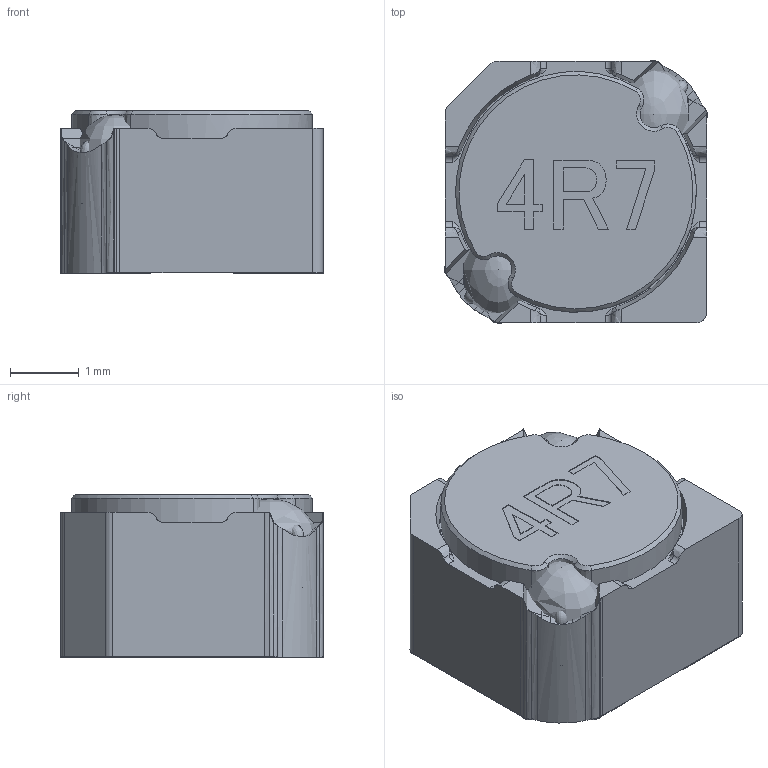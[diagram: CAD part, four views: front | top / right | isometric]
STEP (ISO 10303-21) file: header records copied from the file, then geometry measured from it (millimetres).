
FILE_DESCRIPTION( ('This file contains a STEP AP42 implementation' ,'as created by ZW3D STEP Interface translator.') ,'2;1' );
FILE_NAME( 'DH3025-F(4R7).stp' ,'14 925. 93248', (''), ('ZWCAD Software Co.'), 'Version 1.0', 'ZW3D to STEP translator', '' );
FILE_SCHEMA( ('CONFIG_CONTROL_DESIGN') );
Length unit declared in the file: millimetre
Products named in the file (1): 0
Bounding box: 3.82 x 3.82 x 2.36 mm (x, y, z)
Volume: 20.8 mm3; surface area: 131.1 mm2
Topology: 6 solids, 10 shells, 234 faces, 624 edges, 398 vertices
Faces by surface type: bspline 234
Entity records: 164777 total; most frequent: CARTESIAN_POINT 161205, ORIENTED_EDGE 1219, EDGE_CURVE 612, B_SPLINE_CURVE_WITH_KNOTS 449, VERTEX_POINT 398, EDGE_LOOP 242, FACE_OUTER_BOUND 234, ADVANCED_FACE 234
